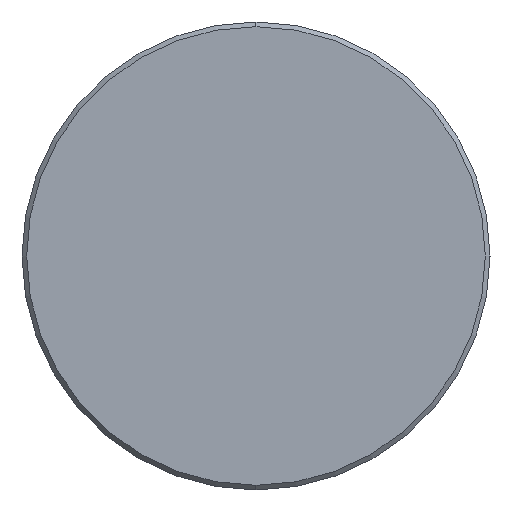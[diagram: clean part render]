
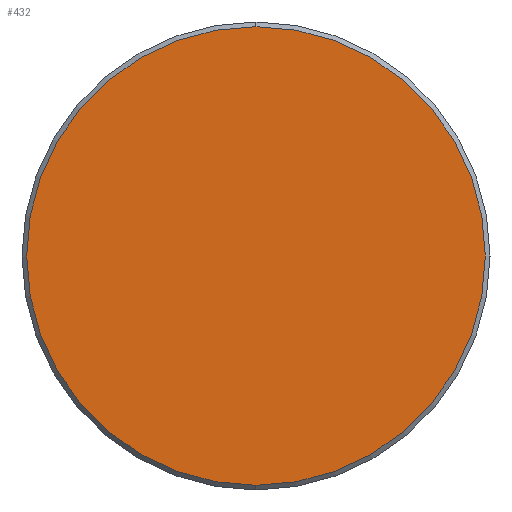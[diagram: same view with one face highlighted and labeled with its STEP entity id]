
A CAD part, left-side view. The second image highlights one B-rep face of the part: STEP entity #432.
In plain terms, the highlighted planar face has unit normal (-1, 0, 0).
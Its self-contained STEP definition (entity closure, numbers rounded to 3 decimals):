
#23 = CARTESIAN_POINT ( 'NONE',  ( -201.1, 0., 0. ) ) ;
#24 = DIRECTION ( 'NONE',  ( 0., 0., -1. ) ) ;
#57 = DIRECTION ( 'NONE',  ( -1., 0., 0. ) ) ;
#85 = AXIS2_PLACEMENT_3D ( 'NONE', #363, #165, #337 ) ;
#105 = AXIS2_PLACEMENT_3D ( 'NONE', #166, #424, #24 ) ;
#159 = AXIS2_PLACEMENT_3D ( 'NONE', #23, #57, #234 ) ;
#165 = DIRECTION ( 'NONE',  ( -1., 0., 0. ) ) ;
#166 = CARTESIAN_POINT ( 'NONE',  ( -201.1, -14.876, 14.876 ) ) ;
#184 = FACE_OUTER_BOUND ( 'NONE', #331, .T. ) ;
#234 = DIRECTION ( 'NONE',  ( 0., 0., -1. ) ) ;
#245 = ORIENTED_EDGE ( 'NONE', *, *, #377, .T. ) ;
#259 = CIRCLE ( 'NONE', #159, 14.7 ) ;
#276 = EDGE_CURVE ( 'NONE', #320, #355, #259, .T. ) ;
#306 = CARTESIAN_POINT ( 'NONE',  ( -201.1, 0., 14.7 ) ) ;
#320 = VERTEX_POINT ( 'NONE', #425 ) ;
#331 = EDGE_LOOP ( 'NONE', ( #346, #245 ) ) ;
#337 = DIRECTION ( 'NONE',  ( 0., 0., -1. ) ) ;
#346 = ORIENTED_EDGE ( 'NONE', *, *, #276, .T. ) ;
#355 = VERTEX_POINT ( 'NONE', #306 ) ;
#363 = CARTESIAN_POINT ( 'NONE',  ( -201.1, 0., 0. ) ) ;
#377 = EDGE_CURVE ( 'NONE', #355, #320, #433, .T. ) ;
#406 = PLANE ( 'NONE',  #105 ) ;
#424 = DIRECTION ( 'NONE',  ( 1., 0., 0. ) ) ;
#425 = CARTESIAN_POINT ( 'NONE',  ( -201.1, 0., -14.7 ) ) ;
#432 = ADVANCED_FACE ( 'NONE', ( #184 ), #406, .F. ) ;
#433 = CIRCLE ( 'NONE', #85, 14.7 ) ;
